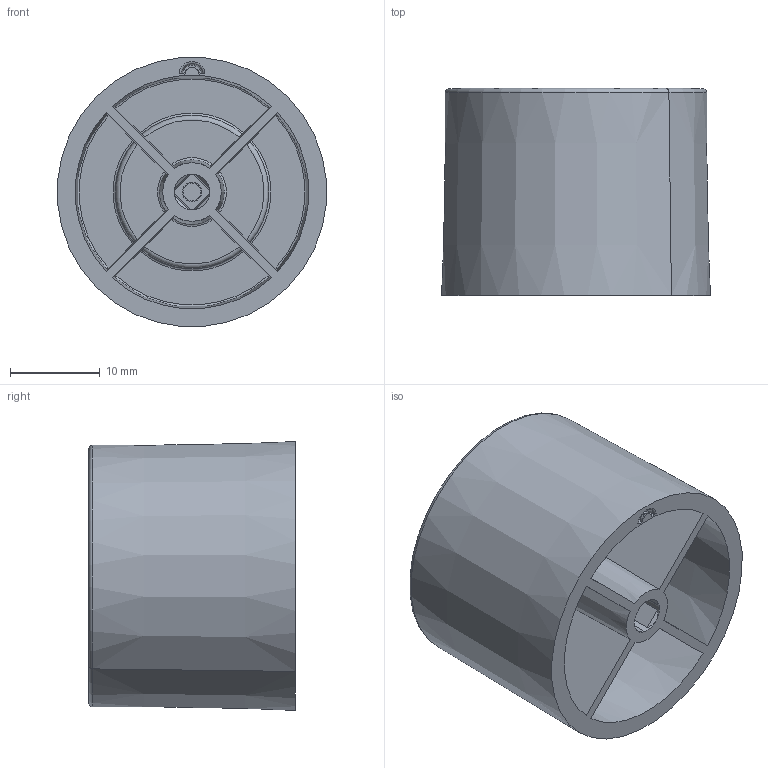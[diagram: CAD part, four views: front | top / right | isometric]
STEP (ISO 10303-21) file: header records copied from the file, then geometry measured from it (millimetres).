
FILE_DESCRIPTION(('Creo Elements/Direct Modeling STEP Export'),'2;1');
FILE_NAME('01056-30.stp','2024-09-11T 8:08:28',(''),(''),'Creo Elements/Direct Modeling STEP processor for AP214 (Solid Model)','Creo Elements/Direct Modeling 20.0 12-Nov-2016 (C) Parametric Technology GmbH','');
FILE_SCHEMA(('AUTOMOTIVE_DESIGN { 1 0 10303 214 1 1 1 1 }'));
Length unit declared in the file: millimetre
Products named in the file (3): Knopfeinlage; Knopf; Knopf_gesamt
Assembly tree (2 placements, depth 2):
  Knopf_gesamt
    Knopf
    Knopfeinlage
Bounding box: 29.89 x 23 x 29.89 mm (x, y, z)
Volume: 6567.7 mm3; surface area: 7744.1 mm2
Topology: 2 solids, 2 shells, 108 faces, 277 edges, 182 vertices
Faces by surface type: plane 41, torus 30, cone 26, cylinder 10, bspline 1
Entity records: 4226 total; most frequent: CARTESIAN_POINT 1729, ORIENTED_EDGE 554, DIRECTION 456, EDGE_CURVE 277, AXIS2_PLACEMENT_3D 192, VERTEX_POINT 182, EDGE_LOOP 119, FACE_OUTER_BOUND 108
